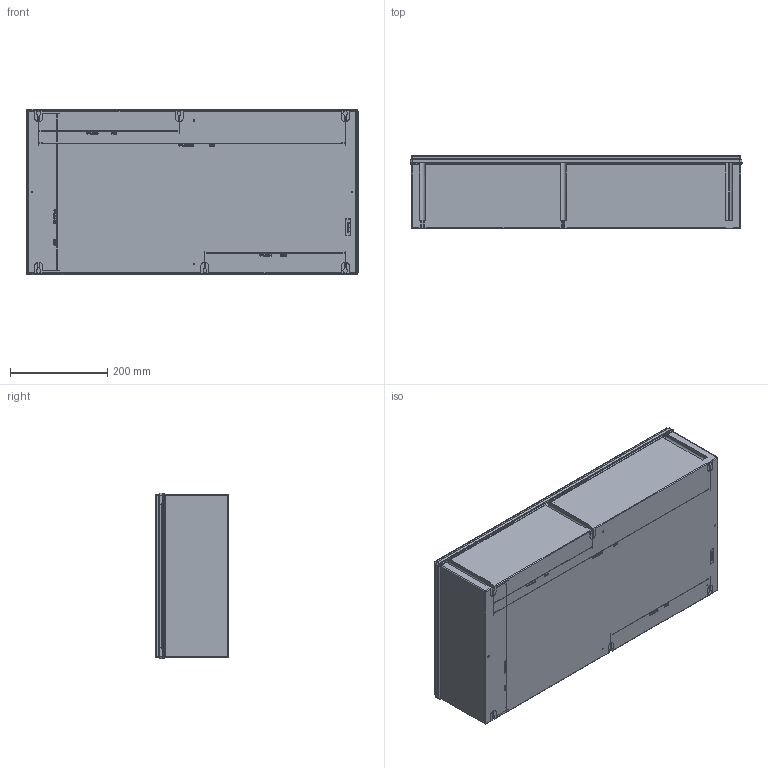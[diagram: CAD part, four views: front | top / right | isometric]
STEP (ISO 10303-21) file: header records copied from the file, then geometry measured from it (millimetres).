
FILE_DESCRIPTION (( 'STEP AP203' ), '1' );
FILE_NAME ('8146-_093.STEP', '2014-10-13T12:05:32', ( '' ), ( '' ), 'SwSTEP 2.0', 'SolidWorks 2014', '' );
FILE_SCHEMA (( 'CONFIG_CONTROL_DESIGN' ));
Length unit declared in the file: millimetre
Products named in the file (9): 509_642_0; 509_642_0_1_montiert; 8146-_093; 81_469_58_04_0_3D export; 81_469_01_91_0; 81_469_58_04_0_3d_export; 81_469_40_05_0; 81_460_35_05_0_3d export
Assembly tree (16 placements, depth 3):
  8146-_093
    81_469_58_04_0_3d_export
      81_469_58_04_0_3D export
      81_469_01_91_0  x4
    81_460_35_05_0_3d export
      81_469_40_05_0
    509_642_0  x6
      509_642_0
      509_642_0_1_montiert
Bounding box: 681.5 x 150.3 x 340.5 mm (x, y, z)
Volume: 2993066.3 mm3; surface area: 1620081.4 mm2
Topology: 18 solids, 22 shells, 2914 faces, 7434 edges, 4745 vertices
Faces by surface type: plane 1502, bspline 543, cylinder 531, cone 198, torus 124, sphere 16
Entity records: 108496 total; most frequent: CARTESIAN_POINT 48332, ORIENTED_EDGE 13296, DIRECTION 10305, EDGE_CURVE 6648, VERTEX_POINT 4270, LINE 4227, VECTOR 4227, AXIS2_PLACEMENT_3D 3039
